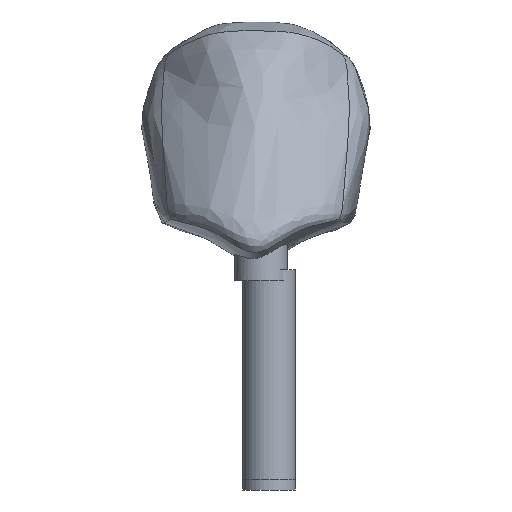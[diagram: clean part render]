
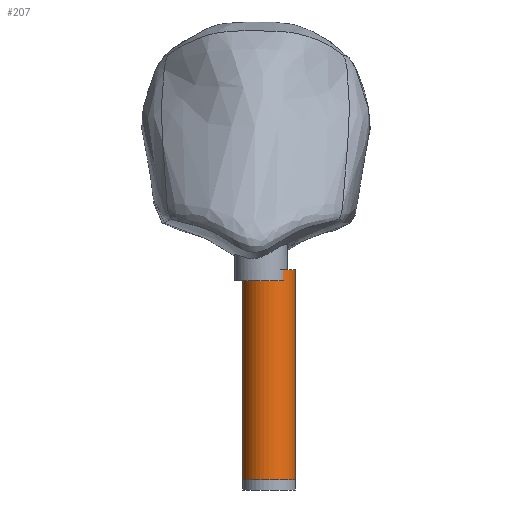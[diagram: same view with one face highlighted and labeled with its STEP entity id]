
A CAD part, left-side view. The second image highlights one B-rep face of the part: STEP entity #207.
In plain terms, the highlighted cylindrical face has radius 0.25 mm (diameter 0.5 mm), a full revolution.
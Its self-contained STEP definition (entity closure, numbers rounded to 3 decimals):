
#43=FACE_OUTER_BOUND('',#61,.T.);
#61=EDGE_LOOP('',(#181,#182,#183,#184));
#69=CIRCLE('',#236,0.25);
#70=CIRCLE('',#237,0.25);
#75=LINE('',#1924,#79);
#79=VECTOR('',#265,0.25);
#111=VERTEX_POINT('',#1921);
#112=VERTEX_POINT('',#1923);
#135=EDGE_CURVE('',#111,#111,#69,.T.);
#136=EDGE_CURVE('',#111,#112,#75,.T.);
#137=EDGE_CURVE('',#112,#112,#70,.T.);
#181=ORIENTED_EDGE('',*,*,#135,.F.);
#182=ORIENTED_EDGE('',*,*,#136,.T.);
#183=ORIENTED_EDGE('',*,*,#137,.F.);
#184=ORIENTED_EDGE('',*,*,#136,.F.);
#195=CYLINDRICAL_SURFACE('',#235,0.25);
#207=ADVANCED_FACE('',(#43),#195,.T.);
#235=AXIS2_PLACEMENT_3D('',#1920,#261,#262);
#236=AXIS2_PLACEMENT_3D('',#1922,#263,#264);
#237=AXIS2_PLACEMENT_3D('',#1925,#266,#267);
#261=DIRECTION('center_axis',(0.,0.,-1.));
#262=DIRECTION('ref_axis',(1.,0.,0.));
#263=DIRECTION('center_axis',(0.,0.,-1.));
#264=DIRECTION('ref_axis',(1.,0.,0.));
#265=DIRECTION('',(0.,0.,1.));
#266=DIRECTION('center_axis',(0.,0.,1.));
#267=DIRECTION('ref_axis',(1.,0.,0.));
#1920=CARTESIAN_POINT('Origin',(-4.9,1.1,1.1));
#1921=CARTESIAN_POINT('',(-5.15,1.1,-0.9));
#1922=CARTESIAN_POINT('Origin',(-4.9,1.1,-0.9));
#1923=CARTESIAN_POINT('',(-5.15,1.1,1.1));
#1924=CARTESIAN_POINT('',(-5.15,1.1,1.1));
#1925=CARTESIAN_POINT('Origin',(-4.9,1.1,1.1));
